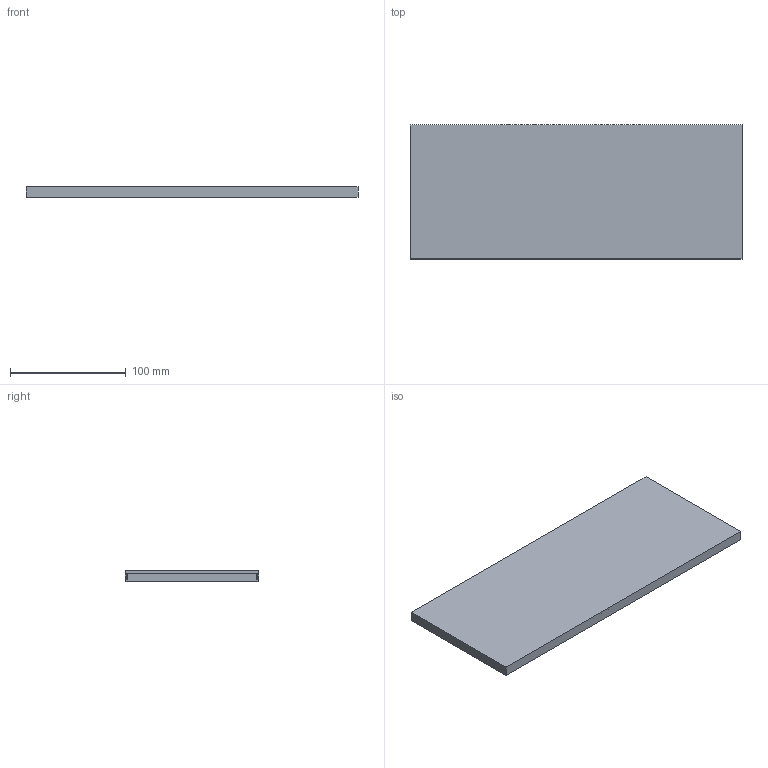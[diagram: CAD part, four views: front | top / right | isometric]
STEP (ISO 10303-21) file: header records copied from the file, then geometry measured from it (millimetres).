
FILE_DESCRIPTION(/* description */ (''),/* implementation_level */ '2;1');
FILE_NAME(/* name */ 'backplate.step',/* time_stamp */ '2026-01-08T20:22:54+06:00',/* author */ (''),/* organization */ (''),/* preprocessor_version */ 'ST-DEVELOPER v20.1',/* originating_system */ 'Autodesk Translation Framework v14.21.0.0',/* authorisation */ '');
FILE_SCHEMA (('AUTOMOTIVE_DESIGN { 1 0 10303 214 3 1 1 }'));
Length unit declared in the file: millimetre
Products named in the file (1): (Unsaved)
Bounding box: 287.38 x 115.98 x 8.8 mm (x, y, z)
Volume: 72197.5 mm3; surface area: 79402.3 mm2
Topology: 5 solids, 5 shells, 184 faces, 519 edges, 346 vertices
Faces by surface type: plane 180, cylinder 4
Full cylindrical faces by diameter (mm): 4 x4
Entity records: 5876 total; most frequent: CARTESIAN_POINT 1050, ORIENTED_EDGE 1038, DIRECTION 897, EDGE_CURVE 519, LINE 511, VECTOR 511, VERTEX_POINT 346, EDGE_LOOP 193
